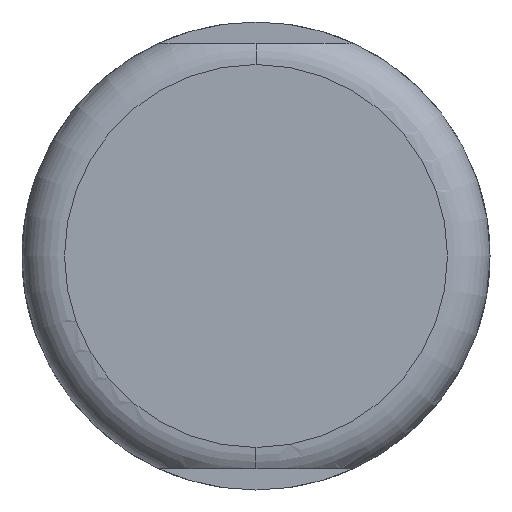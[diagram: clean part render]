
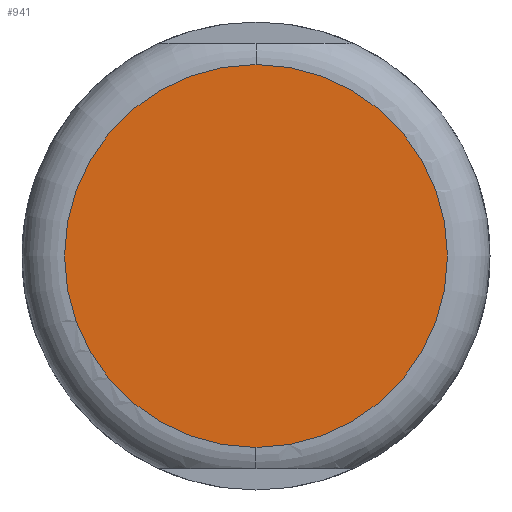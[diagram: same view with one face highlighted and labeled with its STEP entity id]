
A CAD part, front view. The second image highlights one B-rep face of the part: STEP entity #941.
In plain terms, the highlighted planar face has unit normal (0, -1, 0).
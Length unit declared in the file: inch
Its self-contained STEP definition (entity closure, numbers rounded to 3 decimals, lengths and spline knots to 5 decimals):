
#84 = CIRCLE ( 'NONE', #2680, 1.125 ) ;
#129 = VERTEX_POINT ( 'NONE', #465 ) ;
#147 = CARTESIAN_POINT ( 'NONE',  ( 0., 0., 0. ) ) ;
#198 = EDGE_LOOP ( 'NONE', ( #1954, #2584 ) ) ;
#288 = DIRECTION ( 'NONE',  ( 0., 0., 1. ) ) ;
#449 = CARTESIAN_POINT ( 'NONE',  ( 0., 0., 1.125 ) ) ;
#465 = CARTESIAN_POINT ( 'NONE',  ( 0., 0., -1.125 ) ) ;
#523 = CARTESIAN_POINT ( 'NONE',  ( 0., 0., 0. ) ) ;
#590 = FACE_OUTER_BOUND ( 'NONE', #198, .T. ) ;
#732 = DIRECTION ( 'NONE',  ( 0., 0., 1. ) ) ;
#941 = ADVANCED_FACE ( 'NONE', ( #590 ), #993, .T. ) ;
#993 = PLANE ( 'NONE',  #1593 ) ;
#1012 = EDGE_CURVE ( 'NONE', #1960, #129, #84, .T. ) ;
#1258 = DIRECTION ( 'NONE',  ( 0., -1., 0. ) ) ;
#1593 = AXIS2_PLACEMENT_3D ( 'NONE', #2053, #1258, #288 ) ;
#1770 = DIRECTION ( 'NONE',  ( 0., -1., 0. ) ) ;
#1810 = CIRCLE ( 'NONE', #2788, 1.125 ) ;
#1954 = ORIENTED_EDGE ( 'NONE', *, *, #1012, .T. ) ;
#1960 = VERTEX_POINT ( 'NONE', #449 ) ;
#2043 = DIRECTION ( 'NONE',  ( 0., -1., 0. ) ) ;
#2053 = CARTESIAN_POINT ( 'NONE',  ( 0., 0., 0. ) ) ;
#2073 = DIRECTION ( 'NONE',  ( 0., 0., 1. ) ) ;
#2584 = ORIENTED_EDGE ( 'NONE', *, *, #2655, .T. ) ;
#2655 = EDGE_CURVE ( 'NONE', #129, #1960, #1810, .T. ) ;
#2680 = AXIS2_PLACEMENT_3D ( 'NONE', #147, #1770, #2073 ) ;
#2788 = AXIS2_PLACEMENT_3D ( 'NONE', #523, #2043, #732 ) ;
